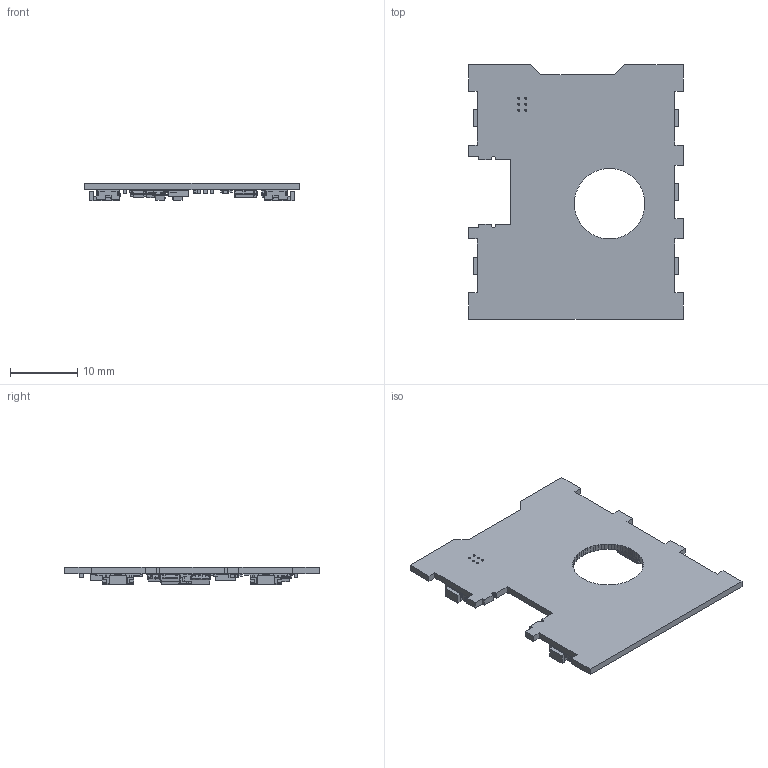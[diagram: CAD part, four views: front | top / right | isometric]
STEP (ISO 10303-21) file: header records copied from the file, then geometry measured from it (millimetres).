
FILE_DESCRIPTION(('KiCad electronic assembly'),'2;1');
FILE_NAME('Hardware.step','2024-08-16T21:12:20',('Pcbnew'),('Kicad'), 'Open CASCADE STEP processor 7.6','KiCad to STEP converter','Unknown' );
FILE_SCHEMA(('AUTOMOTIVE_DESIGN { 1 0 10303 214 1 1 1 1 }'));
Length unit declared in the file: millimetre
Products named in the file (22): Hardware 1; R_0402_1005Metric; SOLID; C_0402_1005Metric; D_SOD-323; EVQPU-LC-02K v2; SOT-23-6; R_0805_2012Metric; SOT-23-5; LGA-16_3x3mm_P0.5mm_LayoutBorder3x5y; SOT-23; Texas_S-PDSO-N12; PCB
Assembly tree (52 placements, depth 3):
  Hardware 1
    R_0402_1005Metric  x13
      SOLID
    C_0402_1005Metric  x13
      SOLID
    D_SOD-323  x2
      SOLID
    EVQPU-LC-02K v2  x5
      SOLID
    SOT-23-6
      SOLID
    R_0805_2012Metric
      SOLID
    SOT-23-5
      SOLID
    LGA-16_3x3mm_P0.5mm_LayoutBorder3x5y
      SOLID
    SOT-23  x3
      SOLID
    Texas_S-PDSO-N12
      SOLID
    PCB
Bounding box: 32 x 38 x 2.68 mm (x, y, z)
Volume: 1171.5 mm3; surface area: 2938.9 mm2
Topology: 42 solids, 42 shells, 3021 faces, 8207 edges, 5316 vertices
Faces by surface type: plane 2275, cylinder 534, bspline 202, cone 10
Full cylindrical faces by diameter (mm): 0.3 x6, 0.35 x1, 0.5 x1, 0.65 x10
Entity records: 75020 total; most frequent: CARTESIAN_POINT 13236, DIRECTION 10306, LINE 7604, VECTOR 7604, ORIENTED_EDGE 5686, PCURVE 5686, DEFINITIONAL_REPRESENTATION 5686, EDGE_CURVE 2843
